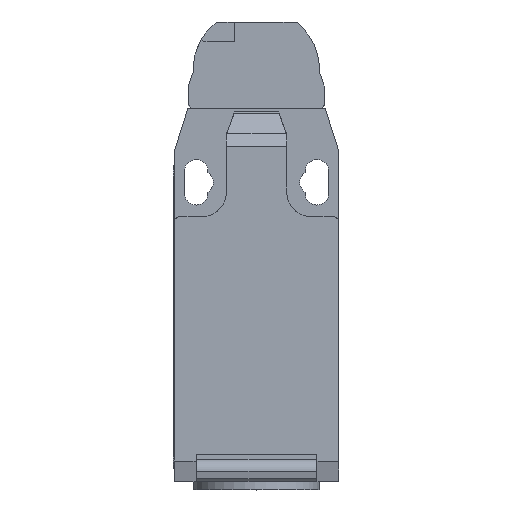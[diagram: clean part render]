
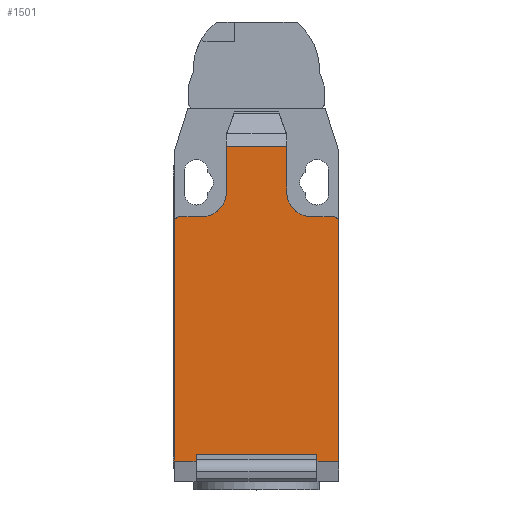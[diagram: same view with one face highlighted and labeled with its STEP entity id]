
A CAD part, top view. The second image highlights one B-rep face of the part: STEP entity #1501.
In plain terms, the highlighted planar face has unit normal (0, 0, 1).
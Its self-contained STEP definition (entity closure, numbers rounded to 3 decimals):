
#1118=CARTESIAN_POINT('',(9.5,62.513,30.0));
#1119=VERTEX_POINT('',#1118);
#1126=CARTESIAN_POINT('',(20.5,62.513,30.0));
#1127=VERTEX_POINT('',#1126);
#1128=CARTESIAN_POINT('',(20.5,62.513,30.));
#1129=DIRECTION('',(-1.0,0.0,0.0));
#1130=VECTOR('',#1129,11.);
#1131=LINE('',#1128,#1130);
#1132=EDGE_CURVE('',#1127,#1119,#1131,.T.);
#1256=CARTESIAN_POINT('',(20.5,54.2,30.));
#1257=VERTEX_POINT('',#1256);
#1258=CARTESIAN_POINT('',(20.5,62.513,30.));
#1259=DIRECTION('',(0.0,-1.0,0.0));
#1260=VECTOR('',#1259,8.313);
#1261=LINE('',#1258,#1260);
#1262=EDGE_CURVE('',#1127,#1257,#1261,.T.);
#1370=CARTESIAN_POINT('',(15.0,29.782,30.));
#1371=DIRECTION('',(0.0,0.0,-1.0));
#1372=DIRECTION('',(0.0,-1.0,0.0));
#1373=AXIS2_PLACEMENT_3D('',#1370,#1371,#1372);
#1374=PLANE('',#1373);
#1375=CARTESIAN_POINT('',(9.5,54.2,30.));
#1376=VERTEX_POINT('',#1375);
#1377=CARTESIAN_POINT('',(9.5,54.2,30.));
#1378=DIRECTION('',(0.0,1.0,0.0));
#1379=VECTOR('',#1378,8.313);
#1380=LINE('',#1377,#1379);
#1381=EDGE_CURVE('',#1376,#1119,#1380,.T.);
#1382=ORIENTED_EDGE('',*,*,#1381,.F.);
#1383=CARTESIAN_POINT('',(5.,49.7,30.));
#1384=VERTEX_POINT('',#1383);
#1385=CARTESIAN_POINT('',(5.,54.2,30.));
#1386=DIRECTION('',(0.0,0.0,1.0));
#1387=DIRECTION('',(0.0,-1.0,0.0));
#1388=AXIS2_PLACEMENT_3D('',#1385,#1386,#1387);
#1389=CIRCLE('',#1388,4.5);
#1390=EDGE_CURVE('',#1384,#1376,#1389,.T.);
#1391=ORIENTED_EDGE('',*,*,#1390,.F.);
#1392=CARTESIAN_POINT('',(1.,49.7,30.));
#1393=VERTEX_POINT('',#1392);
#1394=CARTESIAN_POINT('',(1.,49.7,30.));
#1395=DIRECTION('',(1.0,0.0,0.0));
#1396=VECTOR('',#1395,4.);
#1397=LINE('',#1394,#1396);
#1398=EDGE_CURVE('',#1393,#1384,#1397,.T.);
#1399=ORIENTED_EDGE('',*,*,#1398,.F.);
#1400=CARTESIAN_POINT('',(0.,48.7,30.));
#1401=VERTEX_POINT('',#1400);
#1402=CARTESIAN_POINT('',(1.,48.7,30.));
#1403=DIRECTION('',(0.0,0.0,-1.0));
#1404=DIRECTION('',(0.0,-1.0,0.0));
#1405=AXIS2_PLACEMENT_3D('',#1402,#1403,#1404);
#1406=CIRCLE('',#1405,1.0);
#1407=EDGE_CURVE('',#1401,#1393,#1406,.T.);
#1408=ORIENTED_EDGE('',*,*,#1407,.F.);
#1409=CARTESIAN_POINT('',(0.,6.4,30.0));
#1410=VERTEX_POINT('',#1409);
#1411=CARTESIAN_POINT('',(0.,48.7,30.));
#1412=DIRECTION('',(0.0,-1.0,0.0));
#1413=VECTOR('',#1412,42.3);
#1414=LINE('',#1411,#1413);
#1415=EDGE_CURVE('',#1401,#1410,#1414,.T.);
#1416=ORIENTED_EDGE('',*,*,#1415,.T.);
#1417=CARTESIAN_POINT('',(0.0,5.232,30.0));
#1418=VERTEX_POINT('',#1417);
#1419=CARTESIAN_POINT('',(0.0,6.4,30.0));
#1420=DIRECTION('',(0.0,-1.0,0.0));
#1421=VECTOR('',#1420,1.168);
#1422=LINE('',#1419,#1421);
#1423=EDGE_CURVE('',#1410,#1418,#1422,.T.);
#1424=ORIENTED_EDGE('',*,*,#1423,.T.);
#1425=CARTESIAN_POINT('',(4.,5.232,30.0));
#1426=VERTEX_POINT('',#1425);
#1427=CARTESIAN_POINT('',(0.0,5.232,30.0));
#1428=DIRECTION('',(1.0,0.0,0.0));
#1429=VECTOR('',#1428,4.);
#1430=LINE('',#1427,#1429);
#1431=EDGE_CURVE('',#1418,#1426,#1430,.T.);
#1432=ORIENTED_EDGE('',*,*,#1431,.T.);
#1433=CARTESIAN_POINT('',(4.,6.4,30.0));
#1434=VERTEX_POINT('',#1433);
#1435=CARTESIAN_POINT('',(4.0,5.232,30.0));
#1436=DIRECTION('',(0.0,1.0,0.0));
#1437=VECTOR('',#1436,1.168);
#1438=LINE('',#1435,#1437);
#1439=EDGE_CURVE('',#1426,#1434,#1438,.T.);
#1440=ORIENTED_EDGE('',*,*,#1439,.T.);
#1441=CARTESIAN_POINT('',(26.,6.4,30.0));
#1442=VERTEX_POINT('',#1441);
#1443=CARTESIAN_POINT('',(26.,6.4,30.));
#1444=DIRECTION('',(-1.0,0.0,0.0));
#1445=VECTOR('',#1444,22.);
#1446=LINE('',#1443,#1445);
#1447=EDGE_CURVE('',#1442,#1434,#1446,.T.);
#1448=ORIENTED_EDGE('',*,*,#1447,.F.);
#1449=CARTESIAN_POINT('',(26.,5.232,30.0));
#1450=VERTEX_POINT('',#1449);
#1451=CARTESIAN_POINT('',(26.,6.4,30.0));
#1452=DIRECTION('',(0.0,-1.0,0.0));
#1453=VECTOR('',#1452,1.168);
#1454=LINE('',#1451,#1453);
#1455=EDGE_CURVE('',#1442,#1450,#1454,.T.);
#1456=ORIENTED_EDGE('',*,*,#1455,.T.);
#1457=CARTESIAN_POINT('',(30.,5.232,30.0));
#1458=VERTEX_POINT('',#1457);
#1459=CARTESIAN_POINT('',(30.,5.232,30.));
#1460=DIRECTION('',(-1.0,0.0,0.0));
#1461=VECTOR('',#1460,4.);
#1462=LINE('',#1459,#1461);
#1463=EDGE_CURVE('',#1458,#1450,#1462,.T.);
#1464=ORIENTED_EDGE('',*,*,#1463,.F.);
#1465=CARTESIAN_POINT('',(30.,48.7,30.));
#1466=VERTEX_POINT('',#1465);
#1467=CARTESIAN_POINT('',(30.,48.7,30.));
#1468=DIRECTION('',(0.0,-1.0,0.0));
#1469=VECTOR('',#1468,43.468);
#1470=LINE('',#1467,#1469);
#1471=EDGE_CURVE('',#1466,#1458,#1470,.T.);
#1472=ORIENTED_EDGE('',*,*,#1471,.F.);
#1473=CARTESIAN_POINT('',(29.,49.7,30.));
#1474=VERTEX_POINT('',#1473);
#1475=CARTESIAN_POINT('',(29.,48.7,30.));
#1476=DIRECTION('',(0.0,0.0,-1.0));
#1477=DIRECTION('',(-1.0,0.0,0.0));
#1478=AXIS2_PLACEMENT_3D('',#1475,#1476,#1477);
#1479=CIRCLE('',#1478,1.0);
#1480=EDGE_CURVE('',#1474,#1466,#1479,.T.);
#1481=ORIENTED_EDGE('',*,*,#1480,.F.);
#1482=CARTESIAN_POINT('',(25.,49.7,30.));
#1483=VERTEX_POINT('',#1482);
#1484=CARTESIAN_POINT('',(25.,49.7,30.));
#1485=DIRECTION('',(1.0,0.0,0.0));
#1486=VECTOR('',#1485,4.0);
#1487=LINE('',#1484,#1486);
#1488=EDGE_CURVE('',#1483,#1474,#1487,.T.);
#1489=ORIENTED_EDGE('',*,*,#1488,.F.);
#1490=CARTESIAN_POINT('',(25.,54.2,30.));
#1491=DIRECTION('',(0.0,0.0,1.0));
#1492=DIRECTION('',(-1.0,0.0,0.0));
#1493=AXIS2_PLACEMENT_3D('',#1490,#1491,#1492);
#1494=CIRCLE('',#1493,4.5);
#1495=EDGE_CURVE('',#1257,#1483,#1494,.T.);
#1496=ORIENTED_EDGE('',*,*,#1495,.F.);
#1497=ORIENTED_EDGE('',*,*,#1262,.F.);
#1498=ORIENTED_EDGE('',*,*,#1132,.T.);
#1499=EDGE_LOOP('',(#1382,#1391,#1399,#1408,#1416,#1424,#1432,#1440,#1448,#1456,#1464,#1472,#1481,#1489,#1496,#1497,#1498));
#1500=FACE_OUTER_BOUND('',#1499,.T.);
#1501=ADVANCED_FACE('',(#1500),#1374,.F.);
